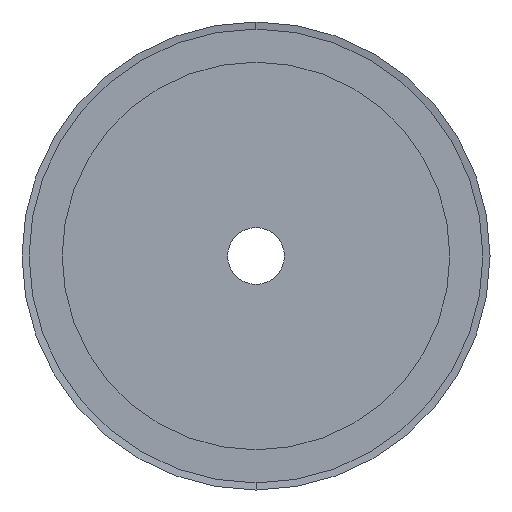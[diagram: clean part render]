
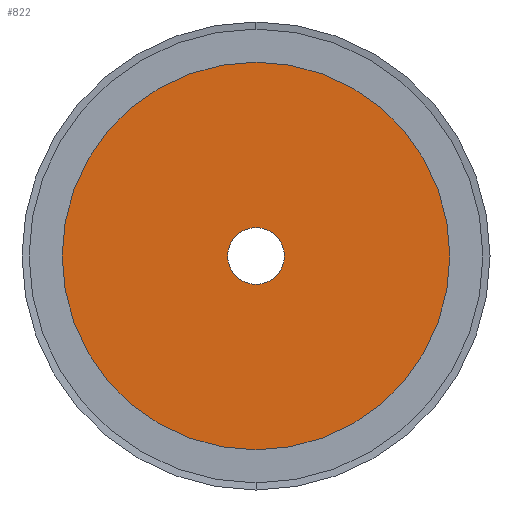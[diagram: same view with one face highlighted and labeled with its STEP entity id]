
A CAD part, left-side view. The second image highlights one B-rep face of the part: STEP entity #822.
In plain terms, the highlighted planar face has unit normal (-1, 0, 0).
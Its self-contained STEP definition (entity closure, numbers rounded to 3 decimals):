
#822=ADVANCED_FACE('',(#1644,#1645),#1646,.T.);
#1644=FACE_OUTER_BOUND('',#2460,.T.);
#1645=FACE_BOUND('',#2461,.T.);
#1646=PLANE('',#2462);
#2460=EDGE_LOOP('',(#5066,#5067));
#2461=EDGE_LOOP('',(#5068,#5069));
#2462=AXIS2_PLACEMENT_3D('',#5070,#5071,#5072);
#5066=ORIENTED_EDGE('',*,*,#5099,.F.);
#5067=ORIENTED_EDGE('',*,*,#6111,.F.);
#5068=ORIENTED_EDGE('',*,*,#5086,.T.);
#5069=ORIENTED_EDGE('',*,*,#6117,.T.);
#5070=CARTESIAN_POINT('',(-20.0,0.0,-15.0));
#5071=DIRECTION('',(-1.0,0.0,0.0));
#5072=DIRECTION('',(0.0,0.0,1.0));
#5086=EDGE_CURVE('',#6124,#6128,#6130,.T.);
#5099=EDGE_CURVE('',#6148,#6151,#6152,.T.);
#6111=EDGE_CURVE('',#6151,#6148,#7663,.T.);
#6117=EDGE_CURVE('',#6128,#6124,#7669,.T.);
#6124=VERTEX_POINT('',#7676);
#6128=VERTEX_POINT('',#7681);
#6130=CIRCLE('',#7684,6.0);
#6148=VERTEX_POINT('',#7706);
#6151=VERTEX_POINT('',#7710);
#6152=CIRCLE('',#7711,41.0);
#7663=CIRCLE('',#9595,41.0);
#7669=CIRCLE('',#9601,6.0);
#7676=CARTESIAN_POINT('',(-20.0,0.0,-6.0));
#7681=CARTESIAN_POINT('',(-20.0,0.,6.0));
#7684=AXIS2_PLACEMENT_3D('',#9611,#9612,#9613);
#7706=CARTESIAN_POINT('',(-20.0,0.0,-41.0));
#7710=CARTESIAN_POINT('',(-20.0,0.,41.0));
#7711=AXIS2_PLACEMENT_3D('',#9631,#9632,#9633);
#9595=AXIS2_PLACEMENT_3D('',#11150,#11151,#11152);
#9601=AXIS2_PLACEMENT_3D('',#11156,#11157,#11158);
#9611=CARTESIAN_POINT('',(-20.0,0.0,0.0));
#9612=DIRECTION('',(1.0,-0.0,0.0));
#9613=DIRECTION('',(0.0,0.0,-1.0));
#9631=CARTESIAN_POINT('',(-20.0,0.0,0.0));
#9632=DIRECTION('',(1.0,0.0,0.0));
#9633=DIRECTION('',(0.0,0.0,-1.0));
#11150=CARTESIAN_POINT('',(-20.0,0.0,0.0));
#11151=DIRECTION('',(1.0,0.0,0.0));
#11152=DIRECTION('',(0.0,0.0,-1.0));
#11156=CARTESIAN_POINT('',(-20.0,0.0,0.0));
#11157=DIRECTION('',(1.0,-0.0,0.0));
#11158=DIRECTION('',(0.0,0.0,-1.0));
